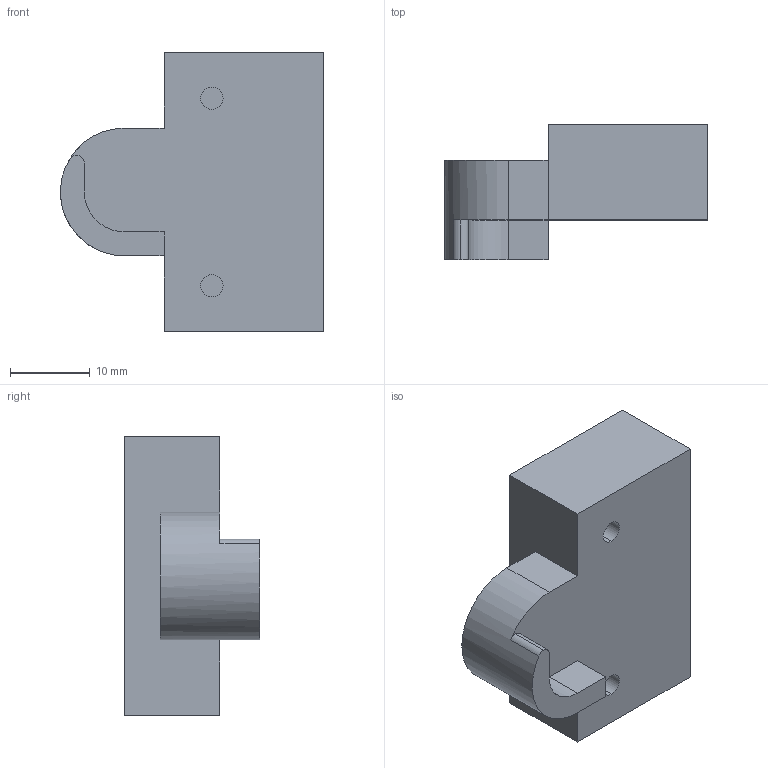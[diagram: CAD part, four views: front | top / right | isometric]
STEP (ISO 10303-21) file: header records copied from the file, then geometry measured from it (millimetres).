
FILE_DESCRIPTION (( 'STEP AP203' ), '1' );
FILE_NAME ('robdogV2.3.1-antenna test1.STEP', '2024-09-30T16:26:21', ( '' ), ( '' ), 'SwSTEP 2.0', 'SolidWorks 2023', '' );
FILE_SCHEMA (( 'CONFIG_CONTROL_DESIGN' ));
Length unit declared in the file: millimetre
Products named in the file (1): robdogV2.3.1-antenna test1
Bounding box: 33 x 17 x 35 mm (x, y, z)
Volume: 9940.6 mm3; surface area: 3585.1 mm2
Topology: 1 solids, 1 shells, 23 faces, 56 edges, 37 vertices
Faces by surface type: plane 15, cylinder 8
Entity records: 756 total; most frequent: DIRECTION 121, CARTESIAN_POINT 117, ORIENTED_EDGE 112, EDGE_CURVE 56, AXIS2_PLACEMENT_3D 41, VECTOR 39, LINE 39, VERTEX_POINT 37
